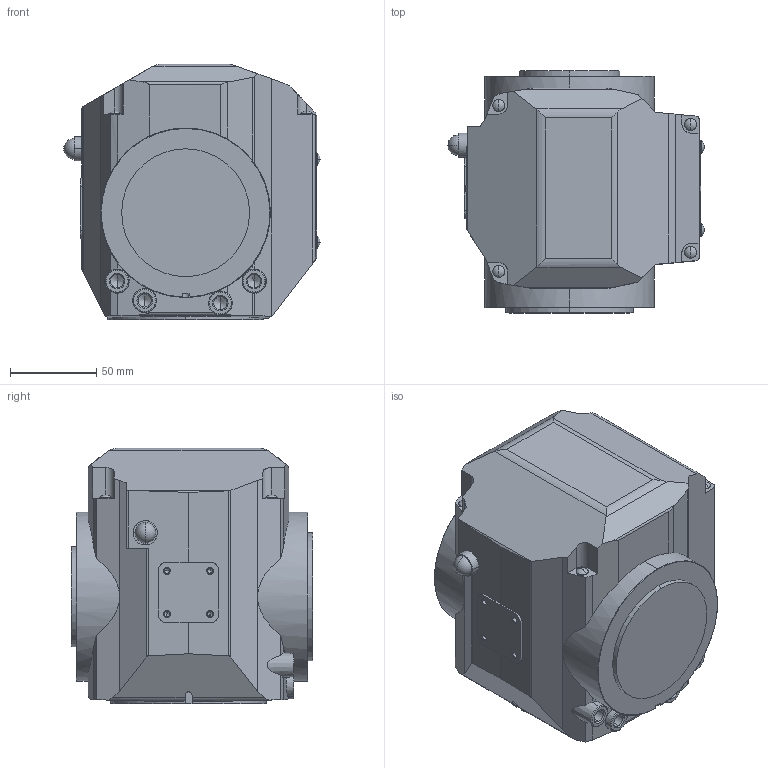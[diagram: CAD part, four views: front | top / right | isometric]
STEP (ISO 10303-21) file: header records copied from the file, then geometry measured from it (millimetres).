
FILE_DESCRIPTION((''),'2;1');
FILE_NAME('C4_ARM3','2014-08-26T',('Vinson'),(''),'PRO/ENGINEER BY PARAMETRIC TECHNOLOGY CORPORATION, 2010480','PRO/ENGINEER BY PARAMETRIC TECHNOLOGY CORPORATION, 2010480','');
FILE_SCHEMA(('AUTOMOTIVE_DESIGN_CC2 { 1 2 10303 214 -1 1 5 2 }'));
Length unit declared in the file: millimetre
Products named in the file (1): C4_ARM3
Bounding box: 148.4 x 140 x 148 mm (x, y, z)
Volume: 2065521.4 mm3; surface area: 98266 mm2
Topology: 1 solids, 1 shells, 257 faces, 710 edges, 439 vertices
Faces by surface type: cylinder 101, plane 86, cone 40, sphere 18, torus 12
Entity records: 8618 total; most frequent: CARTESIAN_POINT 2306, ORIENTED_EDGE 1352, DIRECTION 1253, EDGE_CURVE 676, AXIS2_PLACEMENT_3D 464, VERTEX_POINT 439, VECTOR 325, LINE 325
